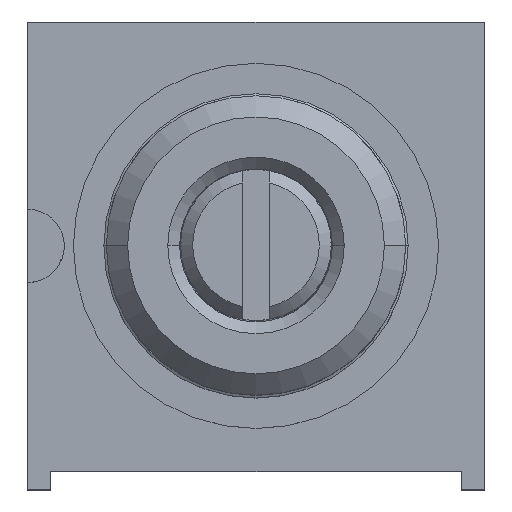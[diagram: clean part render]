
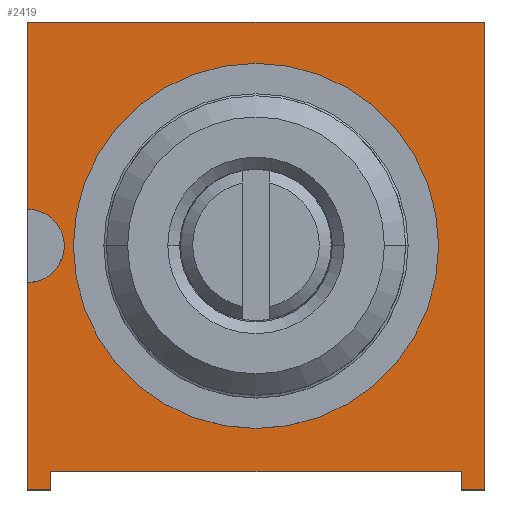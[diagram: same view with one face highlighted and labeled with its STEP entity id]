
A CAD part, top view. The second image highlights one B-rep face of the part: STEP entity #2419.
In plain terms, the highlighted free-form (B-spline) face has degree [1, 1] with [2, 2] control points.
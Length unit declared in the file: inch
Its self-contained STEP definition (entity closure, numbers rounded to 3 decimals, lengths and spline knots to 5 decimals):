
#136=DIRECTION('',(1.,0.,0.));
#137=VECTOR('',#136,0.375);
#138=CARTESIAN_POINT('',(-0.1875,0.184,-0.008));
#139=LINE('',#138,#137);
#503=DIRECTION('',(-1.,0.,0.));
#504=VECTOR('',#503,0.337);
#505=CARTESIAN_POINT('',(0.1685,-0.185,-0.008));
#506=LINE('',#505,#504);
#531=DIRECTION('',(0.,-1.,0.));
#532=VECTOR('',#531,0.015);
#533=CARTESIAN_POINT('',(-0.1685,-0.185,-0.008));
#534=LINE('',#533,#532);
#545=DIRECTION('',(0.,1.,0.));
#546=VECTOR('',#545,0.154);
#547=CARTESIAN_POINT('',(-0.1875,0.03,-0.008));
#548=LINE('',#547,#546);
#559=DIRECTION('',(0.,1.,0.));
#560=VECTOR('',#559,0.17);
#561=CARTESIAN_POINT('',(-0.1875,-0.2,-0.008));
#562=LINE('',#561,#560);
#594=CARTESIAN_POINT('',(-0.1875,0.,-0.008));
#595=DIRECTION('',(0.,0.,-1.));
#596=DIRECTION('',(0.,1.,0.));
#597=AXIS2_PLACEMENT_3D('',#594,#595,#596);
#602=CARTESIAN_POINT('',(0.,0.,-0.008));
#603=DIRECTION('',(0.,0.,1.));
#604=DIRECTION('',(-1.,0.,0.));
#605=AXIS2_PLACEMENT_3D('',#602,#603,#604);
#610=CARTESIAN_POINT('',(0.,0.,-0.008));
#611=DIRECTION('',(0.,0.,1.));
#612=DIRECTION('',(1.,0.,0.));
#613=AXIS2_PLACEMENT_3D('',#610,#611,#612);
#654=DIRECTION('',(0.,-1.,0.));
#655=VECTOR('',#654,0.384);
#656=CARTESIAN_POINT('',(0.1875,0.184,-0.008));
#657=LINE('',#656,#655);
#689=DIRECTION('',(0.,1.,0.));
#690=VECTOR('',#689,0.015);
#691=CARTESIAN_POINT('',(0.1685,-0.2,-0.008));
#692=LINE('',#691,#690);
#696=DIRECTION('',(-1.,0.,0.));
#697=VECTOR('',#696,0.019);
#698=CARTESIAN_POINT('',(0.1875,-0.2,-0.008));
#699=LINE('',#698,#697);
#710=DIRECTION('',(-1.,0.,0.));
#711=VECTOR('',#710,0.019);
#712=CARTESIAN_POINT('',(-0.1685,-0.2,-0.008));
#713=LINE('',#712,#711);
#1213=CARTESIAN_POINT('',(-0.1875,0.184,-0.008));
#1214=CARTESIAN_POINT('',(0.1875,0.184,-0.008));
#1215=VERTEX_POINT('',#1213);
#1216=VERTEX_POINT('',#1214);
#1217=CARTESIAN_POINT('',(0.1875,-0.2,-0.008));
#1218=VERTEX_POINT('',#1217);
#1219=CARTESIAN_POINT('',(0.1685,-0.2,-0.008));
#1220=VERTEX_POINT('',#1219);
#1221=CARTESIAN_POINT('',(-0.1685,-0.2,-0.008));
#1222=CARTESIAN_POINT('',(-0.1875,-0.2,-0.008));
#1223=VERTEX_POINT('',#1221);
#1224=VERTEX_POINT('',#1222);
#1225=CARTESIAN_POINT('',(0.1685,-0.185,-0.008));
#1226=VERTEX_POINT('',#1225);
#1227=CARTESIAN_POINT('',(-0.1685,-0.185,-0.008));
#1228=VERTEX_POINT('',#1227);
#1287=CARTESIAN_POINT('',(-0.1875,0.03,-0.008));
#1288=CARTESIAN_POINT('',(-0.1875,-0.03,-0.008));
#1289=VERTEX_POINT('',#1287);
#1290=VERTEX_POINT('',#1288);
#1331=CARTESIAN_POINT('',(-0.15,0.,-0.008));
#1332=CARTESIAN_POINT('',(0.15,0.,-0.008));
#1333=VERTEX_POINT('',#1331);
#1334=VERTEX_POINT('',#1332);
#2391=CARTESIAN_POINT('',(-0.195,-0.20768,-0.008));
#2392=CARTESIAN_POINT('',(-0.195,0.19168,-0.008));
#2393=CARTESIAN_POINT('',(0.195,-0.20768,-0.008));
#2394=CARTESIAN_POINT('',(0.195,0.19168,-0.008));
#2395=B_SPLINE_SURFACE_WITH_KNOTS('',1,1,((#2391,#2392),(#2393,#2394)),
.UNSPECIFIED.,.F.,.F.,.F.,(2,2),(2,2),(-0.195,0.195),(-0.20768,0.19168),
.UNSPECIFIED.);
#2397=ORIENTED_EDGE('',*,*,#2396,.F.);
#2398=ORIENTED_EDGE('',*,*,#2369,.T.);
#2399=ORIENTED_EDGE('',*,*,#1511,.T.);
#2401=ORIENTED_EDGE('',*,*,#2400,.T.);
#2403=ORIENTED_EDGE('',*,*,#2402,.T.);
#2405=ORIENTED_EDGE('',*,*,#2404,.T.);
#2406=ORIENTED_EDGE('',*,*,#2327,.T.);
#2407=ORIENTED_EDGE('',*,*,#2346,.T.);
#2409=ORIENTED_EDGE('',*,*,#2408,.T.);
#2410=ORIENTED_EDGE('',*,*,#2377,.T.);
#2411=EDGE_LOOP('',(#2397,#2398,#2399,#2401,#2403,#2405,#2406,#2407,#2409,
#2410));
#2412=FACE_OUTER_BOUND('',#2411,.F.);
#2414=ORIENTED_EDGE('',*,*,#2413,.T.);
#2416=ORIENTED_EDGE('',*,*,#2415,.T.);
#2417=EDGE_LOOP('',(#2414,#2416));
#2418=FACE_BOUND('',#2417,.F.);
#2419=ADVANCED_FACE('',(#2412,#2418),#2395,.T.);
#598=CIRCLE('',#597,0.03);
#606=CIRCLE('',#605,0.15);
#614=CIRCLE('',#613,0.15);
#1511=EDGE_CURVE('',#1215,#1216,#139,.T.);
#2327=EDGE_CURVE('',#1226,#1228,#506,.T.);
#2346=EDGE_CURVE('',#1228,#1223,#534,.T.);
#2369=EDGE_CURVE('',#1289,#1215,#548,.T.);
#2377=EDGE_CURVE('',#1224,#1290,#562,.T.);
#2396=EDGE_CURVE('',#1289,#1290,#598,.T.);
#2400=EDGE_CURVE('',#1216,#1218,#657,.T.);
#2402=EDGE_CURVE('',#1218,#1220,#699,.T.);
#2404=EDGE_CURVE('',#1220,#1226,#692,.T.);
#2408=EDGE_CURVE('',#1223,#1224,#713,.T.);
#2413=EDGE_CURVE('',#1333,#1334,#606,.T.);
#2415=EDGE_CURVE('',#1334,#1333,#614,.T.);
